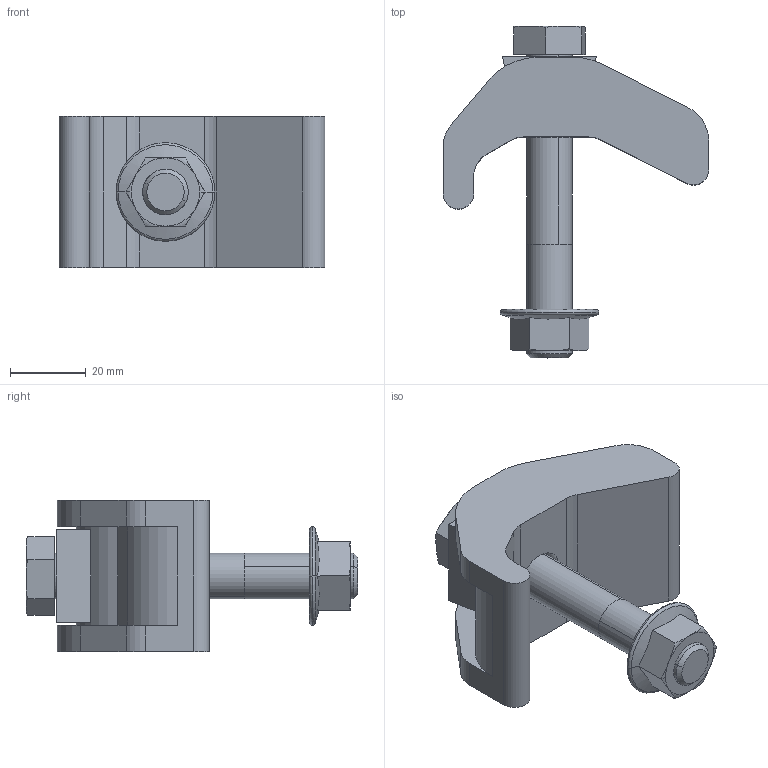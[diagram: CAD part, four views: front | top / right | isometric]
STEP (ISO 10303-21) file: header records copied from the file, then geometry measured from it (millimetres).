
FILE_DESCRIPTION((''),'2;1');
FILE_NAME('6355800_ASM','2012-08-08T',('AndreasKeweloh'),(''),'PRO/ENGINEER BY PARAMETRIC TECHNOLOGY CORPORATION, 2012130','PRO/ENGINEER BY PARAMETRIC TECHNOLOGY CORPORATION, 2012130','');
FILE_SCHEMA(('CONFIG_CONTROL_DESIGN'));
Length unit declared in the file: millimetre
Products named in the file (5): 6355800SPANNELEMENT; 6355800_KLEMMSCH; 6355800_M12; 6355800MUTTER; 6355800_ASM
Assembly tree (4 placements, depth 2):
  6355800_ASM
    6355800SPANNELEMENT
    6355800_KLEMMSCH
    6355800_M12
    6355800MUTTER
Bounding box: 70 x 87.5 x 40 mm (x, y, z)
Volume: 55793.9 mm3; surface area: 19820 mm2
Topology: 4 solids, 4 shells, 179 faces, 505 edges, 355 vertices
Faces by surface type: plane 97, cylinder 42, torus 20, extrusion 16, cone 4
Entity records: 20786 total; most frequent: CARTESIAN_POINT 15980, ORIENTED_EDGE 1010, DIRECTION 910, EDGE_CURVE 505, VERTEX_POINT 355, VECTOR 334, LINE 318, AXIS2_PLACEMENT_3D 288
